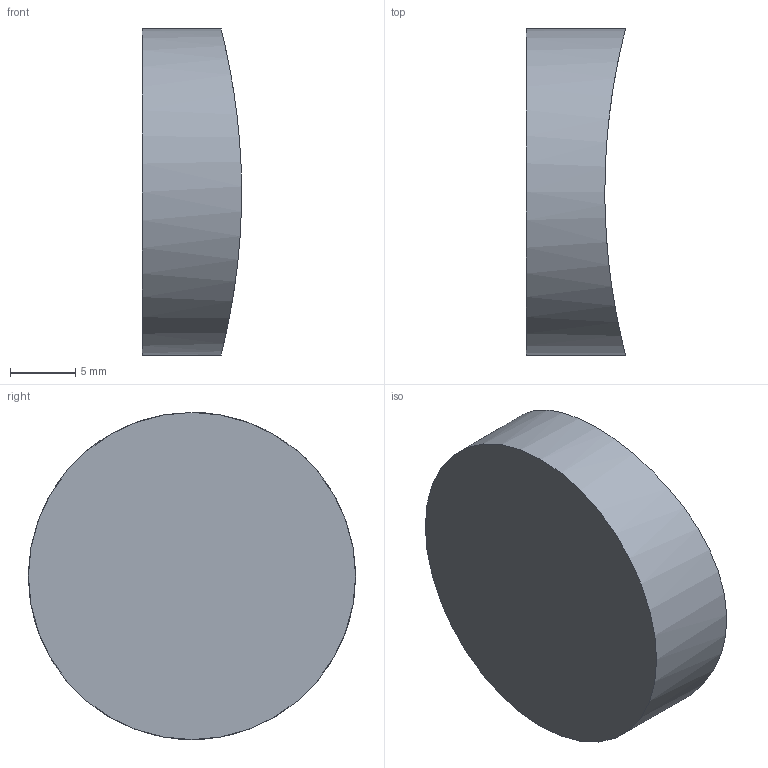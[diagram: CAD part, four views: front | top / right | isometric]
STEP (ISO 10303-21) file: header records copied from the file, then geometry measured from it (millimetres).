
FILE_DESCRIPTION (( 'STEP AP203' ), '1' );
FILE_NAME ('280008.STEP', '2022-07-05T09:58:47', ( '' ), ( '' ), 'SwSTEP 2.0', 'SolidWorks 2020', '' );
FILE_SCHEMA (( 'CONFIG_CONTROL_DESIGN' ));
Length unit declared in the file: millimetre
Products named in the file (1): 280008
Bounding box: 7.59 x 25 x 25 mm (x, y, z)
Volume: 3138.9 mm3; surface area: 1519.1 mm2
Topology: 1 solids, 1 shells, 3 faces, 4 edges, 3 vertices
Faces by surface type: cylinder 2, plane 1
Full cylindrical faces by diameter (mm): 25 x1
Entity records: 225 total; most frequent: CARTESIAN_POINT 105, DIRECTION 10, PERSON_AND_ORGANIZATION 8, LOCAL_TIME 5, AXIS2_PLACEMENT_3D 5, CALENDAR_DATE 5, CC_DESIGN_PERSON_AND_ORGANIZATION_ASSIGNMENT 5, PERSON_AND_ORGANIZATION_ROLE 5
